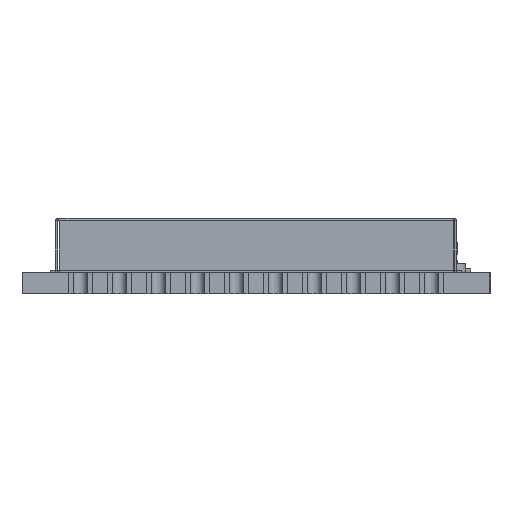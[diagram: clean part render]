
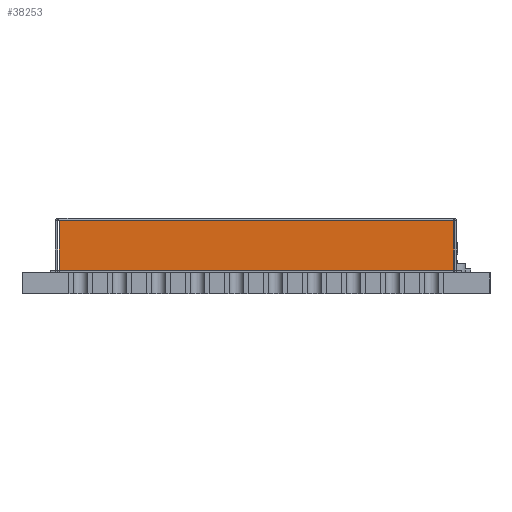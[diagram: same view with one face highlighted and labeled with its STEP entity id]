
A CAD part, front view. The second image highlights one B-rep face of the part: STEP entity #38253.
In plain terms, the highlighted planar face has unit normal (0, -1, 0).
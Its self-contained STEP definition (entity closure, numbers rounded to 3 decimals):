
#38140 = VERTEX_POINT('',#38141);
#38141 = CARTESIAN_POINT('',(7.603,-14.216,0.9));
#38148 = PLANE('',#38149);
#38149 = AXIS2_PLACEMENT_3D('',#38150,#38151,#38152);
#38150 = CARTESIAN_POINT('',(7.603,-14.216,2.8));
#38151 = DIRECTION('',(-1.,-0.,0.));
#38152 = DIRECTION('',(0.,0.,1.));
#38201 = VERTEX_POINT('',#38202);
#38202 = CARTESIAN_POINT('',(7.603,-14.216,2.8));
#38228 = EDGE_CURVE('',#38140,#38201,#38229,.T.);
#38229 = SURFACE_CURVE('',#38230,(#38234,#38241),.PCURVE_S1.);
#38230 = LINE('',#38231,#38232);
#38231 = CARTESIAN_POINT('',(7.603,-14.216,2.9));
#38232 = VECTOR('',#38233,1.);
#38233 = DIRECTION('',(0.,0.,1.));
#38234 = PCURVE('',#38148,#38235);
#38235 = DEFINITIONAL_REPRESENTATION('',(#38236),#38240);
#38236 = LINE('',#38237,#38238);
#38237 = CARTESIAN_POINT('',(0.1,0.));
#38238 = VECTOR('',#38239,1.);
#38239 = DIRECTION('',(1.,0.));
#38240 = ( GEOMETRIC_REPRESENTATION_CONTEXT(2) 
PARAMETRIC_REPRESENTATION_CONTEXT() REPRESENTATION_CONTEXT('2D SPACE',''
  ) );
#38241 = PCURVE('',#38242,#38247);
#38242 = PLANE('',#38243);
#38243 = AXIS2_PLACEMENT_3D('',#38244,#38245,#38246);
#38244 = CARTESIAN_POINT('',(0.,-14.216,2.9));
#38245 = DIRECTION('',(0.,1.,0.));
#38246 = DIRECTION('',(0.,0.,1.));
#38247 = DEFINITIONAL_REPRESENTATION('',(#38248),#38252);
#38248 = LINE('',#38249,#38250);
#38249 = CARTESIAN_POINT('',(0.,7.603));
#38250 = VECTOR('',#38251,1.);
#38251 = DIRECTION('',(1.,0.));
#38252 = ( GEOMETRIC_REPRESENTATION_CONTEXT(2) 
PARAMETRIC_REPRESENTATION_CONTEXT() REPRESENTATION_CONTEXT('2D SPACE',''
  ) );
#38253 = ADVANCED_FACE('',(#38254),#38242,.F.);
#38254 = FACE_BOUND('',#38255,.T.);
#38255 = EDGE_LOOP('',(#38256,#38284,#38285,#38313));
#38256 = ORIENTED_EDGE('',*,*,#38257,.T.);
#38257 = EDGE_CURVE('',#38258,#38140,#38260,.T.);
#38258 = VERTEX_POINT('',#38259);
#38259 = CARTESIAN_POINT('',(-7.575,-14.216,0.9));
#38260 = SURFACE_CURVE('',#38261,(#38265,#38272),.PCURVE_S1.);
#38261 = LINE('',#38262,#38263);
#38262 = CARTESIAN_POINT('',(-7.575,-14.216,0.9));
#38263 = VECTOR('',#38264,1.);
#38264 = DIRECTION('',(1.,-0.,-0.));
#38265 = PCURVE('',#38242,#38266);
#38266 = DEFINITIONAL_REPRESENTATION('',(#38267),#38271);
#38267 = LINE('',#38268,#38269);
#38268 = CARTESIAN_POINT('',(-2.,-7.575));
#38269 = VECTOR('',#38270,1.);
#38270 = DIRECTION('',(0.,1.));
#38271 = ( GEOMETRIC_REPRESENTATION_CONTEXT(2) 
PARAMETRIC_REPRESENTATION_CONTEXT() REPRESENTATION_CONTEXT('2D SPACE',''
  ) );
#38272 = PCURVE('',#38273,#38278);
#38273 = PLANE('',#38274);
#38274 = AXIS2_PLACEMENT_3D('',#38275,#38276,#38277);
#38275 = CARTESIAN_POINT('',(0.,0.,0.9));
#38276 = DIRECTION('',(-0.,0.,1.));
#38277 = DIRECTION('',(1.,0.,0.));
#38278 = DEFINITIONAL_REPRESENTATION('',(#38279),#38283);
#38279 = LINE('',#38280,#38281);
#38280 = CARTESIAN_POINT('',(-7.575,-14.216));
#38281 = VECTOR('',#38282,1.);
#38282 = DIRECTION('',(1.,0.));
#38283 = ( GEOMETRIC_REPRESENTATION_CONTEXT(2) 
PARAMETRIC_REPRESENTATION_CONTEXT() REPRESENTATION_CONTEXT('2D SPACE',''
  ) );
#38284 = ORIENTED_EDGE('',*,*,#38228,.T.);
#38285 = ORIENTED_EDGE('',*,*,#38286,.T.);
#38286 = EDGE_CURVE('',#38201,#38287,#38289,.T.);
#38287 = VERTEX_POINT('',#38288);
#38288 = CARTESIAN_POINT('',(-7.575,-14.216,2.8));
#38289 = SURFACE_CURVE('',#38290,(#38294,#38301),.PCURVE_S1.);
#38290 = LINE('',#38291,#38292);
#38291 = CARTESIAN_POINT('',(0.,-14.216,2.8));
#38292 = VECTOR('',#38293,1.);
#38293 = DIRECTION('',(-1.,0.,0.));
#38294 = PCURVE('',#38242,#38295);
#38295 = DEFINITIONAL_REPRESENTATION('',(#38296),#38300);
#38296 = LINE('',#38297,#38298);
#38297 = CARTESIAN_POINT('',(-0.1,0.));
#38298 = VECTOR('',#38299,1.);
#38299 = DIRECTION('',(0.,-1.));
#38300 = ( GEOMETRIC_REPRESENTATION_CONTEXT(2) 
PARAMETRIC_REPRESENTATION_CONTEXT() REPRESENTATION_CONTEXT('2D SPACE',''
  ) );
#38301 = PCURVE('',#38302,#38307);
#38302 = CYLINDRICAL_SURFACE('',#38303,0.1);
#38303 = AXIS2_PLACEMENT_3D('',#38304,#38305,#38306);
#38304 = CARTESIAN_POINT('',(-7.617,-14.116,2.8));
#38305 = DIRECTION('',(-1.,0.,0.));
#38306 = DIRECTION('',(0.,-1.,0.));
#38307 = DEFINITIONAL_REPRESENTATION('',(#38308),#38312);
#38308 = LINE('',#38309,#38310);
#38309 = CARTESIAN_POINT('',(0.,-7.617));
#38310 = VECTOR('',#38311,1.);
#38311 = DIRECTION('',(0.,1.));
#38312 = ( GEOMETRIC_REPRESENTATION_CONTEXT(2) 
PARAMETRIC_REPRESENTATION_CONTEXT() REPRESENTATION_CONTEXT('2D SPACE',''
  ) );
#38313 = ORIENTED_EDGE('',*,*,#38314,.T.);
#38314 = EDGE_CURVE('',#38287,#38258,#38315,.T.);
#38315 = SURFACE_CURVE('',#38316,(#38320,#38327),.PCURVE_S1.);
#38316 = LINE('',#38317,#38318);
#38317 = CARTESIAN_POINT('',(-7.575,-14.216,2.9));
#38318 = VECTOR('',#38319,1.);
#38319 = DIRECTION('',(0.,0.,-1.));
#38320 = PCURVE('',#38242,#38321);
#38321 = DEFINITIONAL_REPRESENTATION('',(#38322),#38326);
#38322 = LINE('',#38323,#38324);
#38323 = CARTESIAN_POINT('',(0.,-7.575));
#38324 = VECTOR('',#38325,1.);
#38325 = DIRECTION('',(-1.,0.));
#38326 = ( GEOMETRIC_REPRESENTATION_CONTEXT(2) 
PARAMETRIC_REPRESENTATION_CONTEXT() REPRESENTATION_CONTEXT('2D SPACE',''
  ) );
#38327 = PCURVE('',#38328,#38333);
#38328 = PLANE('',#38329);
#38329 = AXIS2_PLACEMENT_3D('',#38330,#38331,#38332);
#38330 = CARTESIAN_POINT('',(-7.575,-14.116,2.8));
#38331 = DIRECTION('',(1.,0.,0.));
#38332 = DIRECTION('',(0.,0.,-1.));
#38333 = DEFINITIONAL_REPRESENTATION('',(#38334),#38338);
#38334 = LINE('',#38335,#38336);
#38335 = CARTESIAN_POINT('',(-0.1,-0.1));
#38336 = VECTOR('',#38337,1.);
#38337 = DIRECTION('',(1.,0.));
#38338 = ( GEOMETRIC_REPRESENTATION_CONTEXT(2) 
PARAMETRIC_REPRESENTATION_CONTEXT() REPRESENTATION_CONTEXT('2D SPACE',''
  ) );
